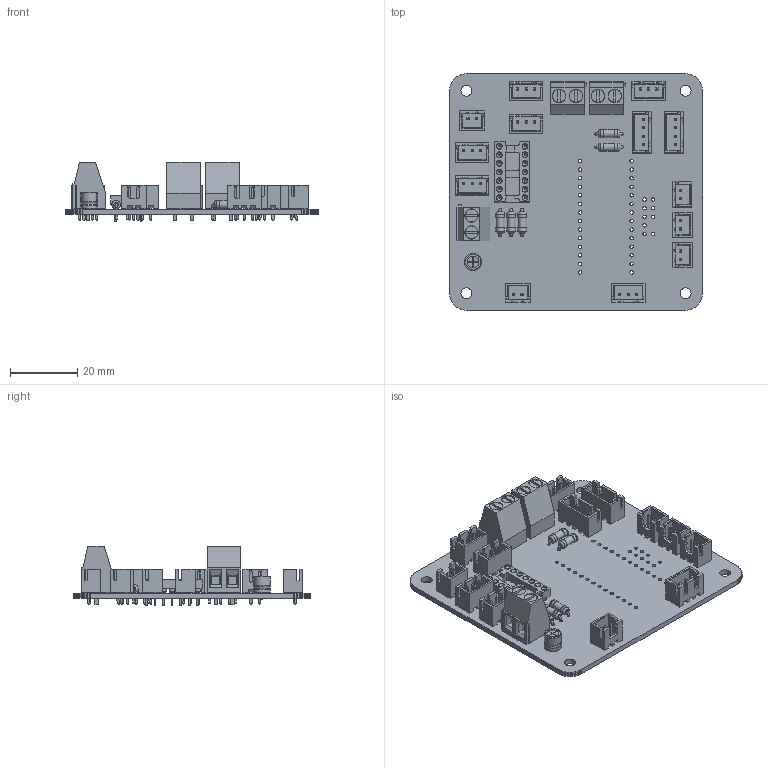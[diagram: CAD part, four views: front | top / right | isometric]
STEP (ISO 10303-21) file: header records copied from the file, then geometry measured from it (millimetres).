
FILE_DESCRIPTION(('KiCad electronic assembly'),'2;1');
FILE_NAME('Pack Board.step','2023-12-19T14:14:20',('Pcbnew'),('Kicad'), 'Open CASCADE STEP processor 7.7','KiCad to STEP converter','Unknown' );
FILE_SCHEMA(('AUTOMOTIVE_DESIGN { 1 0 10303 214 1 1 1 1 }'));
Length unit declared in the file: millimetre
Products named in the file (16): Pack Board 1; JST_XH_B4B-XH-A_1x04_P2.50mm_Vertical; SOLID; R_Axial_DIN0207_L6.3mm_D2.5mm_P7.62mm_Horizontal; JST_XH_B3B-XH-A_1x03_P2.50mm_Vertical; JST_XH_B2B-XH-A_1x02_P2.50mm_Vertical; TerminalBlock_Phoenix_MKDS-1,5-2_1x02_P5.00mm_Horizontal; DIP-14_W7.62mm_Socket; CP_Radial_D5.0mm_P2.00mm; Pack Board PCB
Assembly tree (31 placements, depth 3):
  Pack Board 1
    JST_XH_B4B-XH-A_1x04_P2.50mm_Vertical  x2
      SOLID
    R_Axial_DIN0207_L6.3mm_D2.5mm_P7.62mm_Horizontal  x5
      SOLID
    JST_XH_B3B-XH-A_1x03_P2.50mm_Vertical  x6
      SOLID
    JST_XH_B2B-XH-A_1x02_P2.50mm_Vertical  x5
      SOLID
    TerminalBlock_Phoenix_MKDS-1,5-2_1x02_P5.00mm_Horizontal  x3
      SOLID
    DIP-14_W7.62mm_Socket
      SOLID
    CP_Radial_D5.0mm_P2.00mm
      SOLID
    Pack Board PCB
Bounding box: 75 x 70 x 17.58 mm (x, y, z)
Volume: 14272.2 mm3; surface area: 22913.8 mm2
Topology: 24 solids, 25 shells, 2214 faces, 5623 edges, 3633 vertices
Faces by surface type: plane 1836, cylinder 279, cone 42, bspline 30, torus 22, revolution 5
Full cylindrical faces by diameter (mm): 0.5 x2, 0.508 x28, 0.6 x10, 0.8 x26, 0.95 x26, 1 x10, 1.016 x37, 1.3 x6, 1.524 x14, 1.724 x14, 2.25 x5, 2.5 x10, 3.2 x4, 3.8 x6, 4 x6
Entity records: 64083 total; most frequent: CARTESIAN_POINT 13491, DIRECTION 8550, LINE 5523, VECTOR 5523, ORIENTED_EDGE 4426, PCURVE 4426, DEFINITIONAL_REPRESENTATION 4426, EDGE_CURVE 2213
